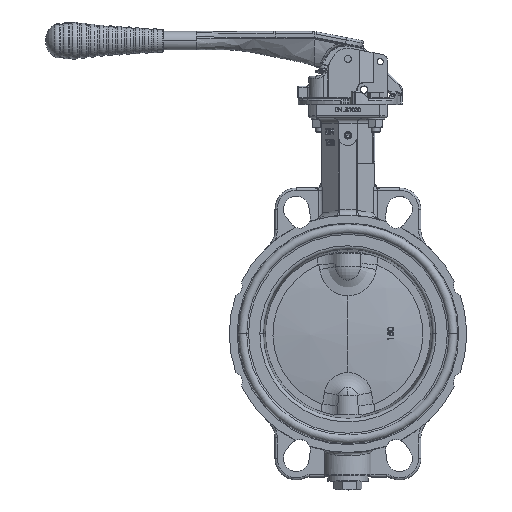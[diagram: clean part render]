
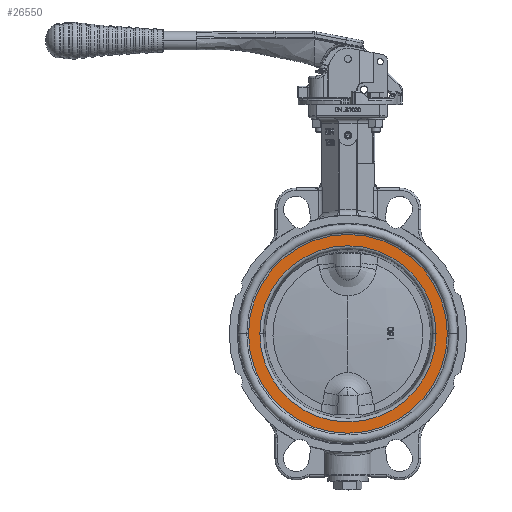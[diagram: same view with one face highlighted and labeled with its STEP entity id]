
A CAD part, top view. The second image highlights one B-rep face of the part: STEP entity #26550.
In plain terms, the highlighted face is planar.
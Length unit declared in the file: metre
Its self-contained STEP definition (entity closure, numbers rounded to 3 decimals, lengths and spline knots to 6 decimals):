
#5226 = DIRECTION ( 'NONE',  ( 1., 0., 0. ) ) ;
#8033 = EDGE_CURVE ( 'NONE', #63544, #26894, #67796, .T. ) ;
#8884 = CARTESIAN_POINT ( 'NONE',  ( -0.02775, -0.088827, 0. ) ) ;
#9230 = DIRECTION ( 'NONE',  ( 1., 0., 0. ) ) ;
#11000 = AXIS2_PLACEMENT_3D ( 'NONE', #37144, #5226, #63469 ) ;
#12606 = EDGE_CURVE ( 'NONE', #22767, #16248, #17207, .T. ) ;
#16248 = VERTEX_POINT ( 'NONE', #54674 ) ;
#17207 = CIRCLE ( 'NONE', #47495, 0.088827 ) ;
#18563 = EDGE_LOOP ( 'NONE', ( #52478, #60885 ) ) ;
#20287 = CARTESIAN_POINT ( 'NONE',  ( -0.02775, 0., 0. ) ) ;
#20439 = AXIS2_PLACEMENT_3D ( 'NONE', #30198, #56520, #82819 ) ;
#22572 = DIRECTION ( 'NONE',  ( 0., 0., 1. ) ) ;
#22767 = VERTEX_POINT ( 'NONE', #50883 ) ;
#23097 = DIRECTION ( 'NONE',  ( 1., 0., 0. ) ) ;
#26550 = ADVANCED_FACE ( 'NONE', ( #69283, #29572 ), #55893, .F. ) ;
#26894 = VERTEX_POINT ( 'NONE', #57941 ) ;
#28046 = DIRECTION ( 'NONE',  ( 0., 0., 1. ) ) ;
#29572 = FACE_OUTER_BOUND ( 'NONE', #52917, .T. ) ;
#30198 = CARTESIAN_POINT ( 'NONE',  ( -0.02775, 0., 0. ) ) ;
#30601 = AXIS2_PLACEMENT_3D ( 'NONE', #55384, #9230, #22572 ) ;
#35074 = EDGE_CURVE ( 'NONE', #26894, #63544, #48168, .T. ) ;
#37030 = CIRCLE ( 'NONE', #20439, 0.088827 ) ;
#37144 = CARTESIAN_POINT ( 'NONE',  ( -0.02775, 0., 0. ) ) ;
#39590 = ORIENTED_EDGE ( 'NONE', *, *, #79139, .F. ) ;
#47495 = AXIS2_PLACEMENT_3D ( 'NONE', #20287, #79864, #28046 ) ;
#48168 = CIRCLE ( 'NONE', #11000, 0.078727 ) ;
#50883 = CARTESIAN_POINT ( 'NONE',  ( -0.02775, 0., 0.088827 ) ) ;
#52478 = ORIENTED_EDGE ( 'NONE', *, *, #8033, .T. ) ;
#52917 = EDGE_LOOP ( 'NONE', ( #82444, #39590 ) ) ;
#54674 = CARTESIAN_POINT ( 'NONE',  ( -0.02775, 0., -0.088827 ) ) ;
#55384 = CARTESIAN_POINT ( 'NONE',  ( -0.02775, 0., 0. ) ) ;
#55893 = PLANE ( 'NONE',  #63350 ) ;
#56520 = DIRECTION ( 'NONE',  ( 1., 0., 0. ) ) ;
#57941 = CARTESIAN_POINT ( 'NONE',  ( -0.02775, 0., -0.078727 ) ) ;
#60885 = ORIENTED_EDGE ( 'NONE', *, *, #35074, .T. ) ;
#61522 = DIRECTION ( 'NONE',  ( 0., 0., 1. ) ) ;
#63350 = AXIS2_PLACEMENT_3D ( 'NONE', #8884, #23097, #61522 ) ;
#63469 = DIRECTION ( 'NONE',  ( 0., 0., 1. ) ) ;
#63544 = VERTEX_POINT ( 'NONE', #71929 ) ;
#67796 = CIRCLE ( 'NONE', #30601, 0.078727 ) ;
#69283 = FACE_BOUND ( 'NONE', #18563, .T. ) ;
#71929 = CARTESIAN_POINT ( 'NONE',  ( -0.02775, 0., 0.078727 ) ) ;
#79139 = EDGE_CURVE ( 'NONE', #16248, #22767, #37030, .T. ) ;
#79864 = DIRECTION ( 'NONE',  ( 1., 0., 0. ) ) ;
#82444 = ORIENTED_EDGE ( 'NONE', *, *, #12606, .F. ) ;
#82819 = DIRECTION ( 'NONE',  ( 0., 0., 1. ) ) ;
